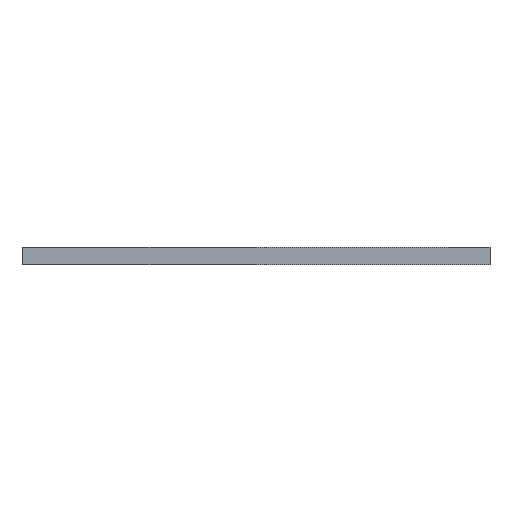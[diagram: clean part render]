
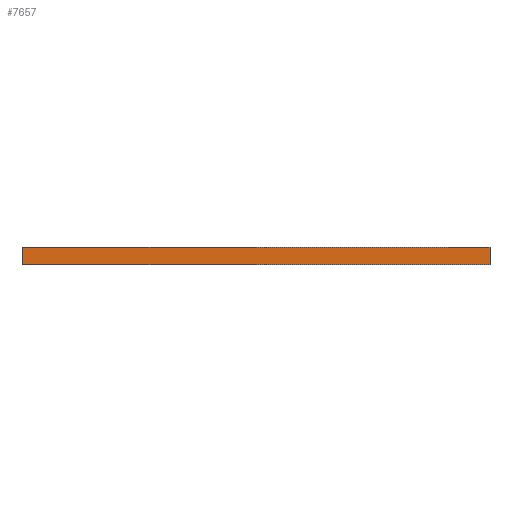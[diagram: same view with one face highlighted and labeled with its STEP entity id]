
A CAD part, left-side view. The second image highlights one B-rep face of the part: STEP entity #7657.
In plain terms, the highlighted planar face has unit normal (-1, 0, 0).
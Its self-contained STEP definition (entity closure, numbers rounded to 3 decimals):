
#154 = ORIENTED_EDGE ( 'NONE', *, *, #3764, .F. ) ;
#460 = VECTOR ( 'NONE', #6824, 1000. ) ;
#782 = DIRECTION ( 'NONE',  ( 0., 0., -1. ) ) ;
#999 = CARTESIAN_POINT ( 'NONE',  ( -22.4, 22.875, -0.85 ) ) ;
#1237 = EDGE_CURVE ( 'NONE', #3173, #5823, #4751, .T. ) ;
#1334 = DIRECTION ( 'NONE',  ( 0., 1., 0. ) ) ;
#1489 = AXIS2_PLACEMENT_3D ( 'NONE', #3878, #8439, #4531 ) ;
#1928 = CARTESIAN_POINT ( 'NONE',  ( -22.4, -22.875, -0.85 ) ) ;
#1952 = PLANE ( 'NONE',  #1489 ) ;
#2408 = CARTESIAN_POINT ( 'NONE',  ( -22.4, -22.875, 0.85 ) ) ;
#2750 = CARTESIAN_POINT ( 'NONE',  ( -22.4, 22.875, 0.85 ) ) ;
#2874 = VECTOR ( 'NONE', #782, 1000. ) ;
#2935 = CARTESIAN_POINT ( 'NONE',  ( -22.4, 22.875, 0.85 ) ) ;
#2979 = EDGE_LOOP ( 'NONE', ( #7555, #154, #3863, #5045 ) ) ;
#2988 = VERTEX_POINT ( 'NONE', #2408 ) ;
#3173 = VERTEX_POINT ( 'NONE', #1928 ) ;
#3325 = EDGE_CURVE ( 'NONE', #2988, #4314, #7478, .T. ) ;
#3476 = CARTESIAN_POINT ( 'NONE',  ( -22.4, -22.875, 0.85 ) ) ;
#3764 = EDGE_CURVE ( 'NONE', #2988, #3173, #6762, .T. ) ;
#3863 = ORIENTED_EDGE ( 'NONE', *, *, #3325, .T. ) ;
#3878 = CARTESIAN_POINT ( 'NONE',  ( -22.4, -22.875, 0.85 ) ) ;
#4019 = VECTOR ( 'NONE', #4784, 1000. ) ;
#4314 = VERTEX_POINT ( 'NONE', #2750 ) ;
#4531 = DIRECTION ( 'NONE',  ( 0., 0., 1. ) ) ;
#4638 = CARTESIAN_POINT ( 'NONE',  ( -22.4, -22.875, 0.85 ) ) ;
#4751 = LINE ( 'NONE', #8290, #4963 ) ;
#4784 = DIRECTION ( 'NONE',  ( 0., 1., 0. ) ) ;
#4963 = VECTOR ( 'NONE', #1334, 1000. ) ;
#5045 = ORIENTED_EDGE ( 'NONE', *, *, #7741, .T. ) ;
#5482 = FACE_OUTER_BOUND ( 'NONE', #2979, .T. ) ;
#5823 = VERTEX_POINT ( 'NONE', #999 ) ;
#6762 = LINE ( 'NONE', #4638, #2874 ) ;
#6824 = DIRECTION ( 'NONE',  ( 0., 0., -1. ) ) ;
#7305 = LINE ( 'NONE', #2935, #460 ) ;
#7478 = LINE ( 'NONE', #3476, #4019 ) ;
#7555 = ORIENTED_EDGE ( 'NONE', *, *, #1237, .F. ) ;
#7657 = ADVANCED_FACE ( 'NONE', ( #5482 ), #1952, .T. ) ;
#7741 = EDGE_CURVE ( 'NONE', #4314, #5823, #7305, .T. ) ;
#8290 = CARTESIAN_POINT ( 'NONE',  ( -22.4, -22.875, -0.85 ) ) ;
#8439 = DIRECTION ( 'NONE',  ( -1., 0., 0. ) ) ;
